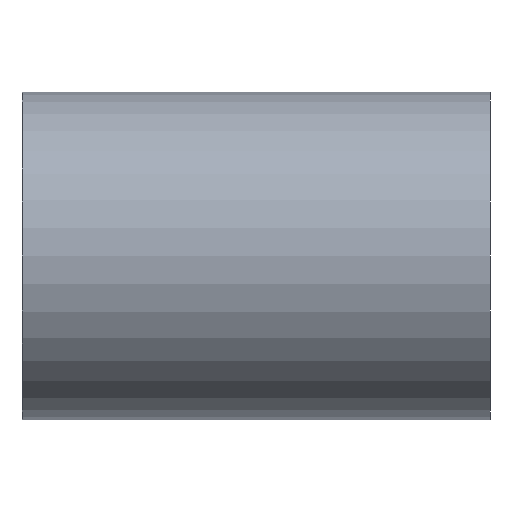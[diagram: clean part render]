
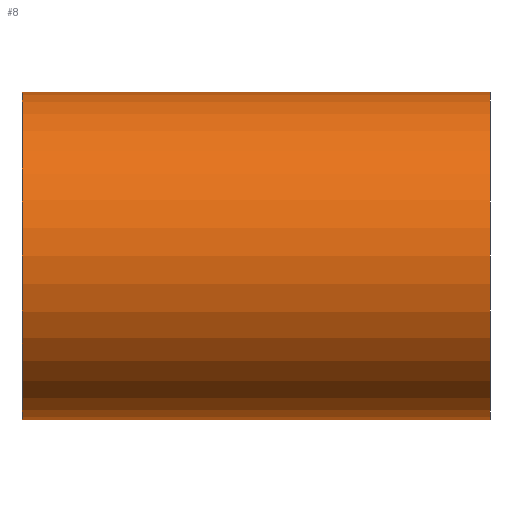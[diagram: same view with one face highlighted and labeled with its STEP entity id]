
A CAD part, left-side view. The second image highlights one B-rep face of the part: STEP entity #8.
In plain terms, the highlighted cylindrical face has radius 3.5 mm (diameter 7 mm), a partial arc.
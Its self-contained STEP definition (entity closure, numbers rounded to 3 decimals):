
#2 = VERTEX_POINT ( 'NONE', #184 ) ;
#4 = FACE_OUTER_BOUND ( 'NONE', #98, .T. ) ;
#6 = ORIENTED_EDGE ( 'NONE', *, *, #103, .T. ) ;
#8 = ADVANCED_FACE ( 'NONE', ( #4 ), #122, .T. ) ;
#13 = VECTOR ( 'NONE', #51, 1000. ) ;
#26 = ORIENTED_EDGE ( 'NONE', *, *, #129, .T. ) ;
#33 = CARTESIAN_POINT ( 'NONE',  ( 0., 10., 3.5 ) ) ;
#47 = VERTEX_POINT ( 'NONE', #33 ) ;
#48 = CIRCLE ( 'NONE', #75, 3.5 ) ;
#50 = DIRECTION ( 'NONE',  ( 0., -1., 0. ) ) ;
#51 = DIRECTION ( 'NONE',  ( 0., -1., 0. ) ) ;
#62 = LINE ( 'NONE', #192, #13 ) ;
#70 = DIRECTION ( 'NONE',  ( 0., 1., 0. ) ) ;
#75 = AXIS2_PLACEMENT_3D ( 'NONE', #102, #211, #116 ) ;
#86 = AXIS2_PLACEMENT_3D ( 'NONE', #202, #70, #194 ) ;
#87 = VECTOR ( 'NONE', #50, 1000. ) ;
#95 = AXIS2_PLACEMENT_3D ( 'NONE', #204, #111, #167 ) ;
#98 = EDGE_LOOP ( 'NONE', ( #101, #128, #26, #6 ) ) ;
#101 = ORIENTED_EDGE ( 'NONE', *, *, #105, .F. ) ;
#102 = CARTESIAN_POINT ( 'NONE',  ( 0., 10., 0. ) ) ;
#103 = EDGE_CURVE ( 'NONE', #180, #127, #113, .T. ) ;
#105 = EDGE_CURVE ( 'NONE', #47, #127, #62, .T. ) ;
#111 = DIRECTION ( 'NONE',  ( 0., -1., 0. ) ) ;
#113 = CIRCLE ( 'NONE', #86, 3.5 ) ;
#115 = CARTESIAN_POINT ( 'NONE',  ( 0., 10., -3.5 ) ) ;
#116 = DIRECTION ( 'NONE',  ( 0., 0., 1. ) ) ;
#122 = CYLINDRICAL_SURFACE ( 'NONE', #95, 3.5 ) ;
#127 = VERTEX_POINT ( 'NONE', #182 ) ;
#128 = ORIENTED_EDGE ( 'NONE', *, *, #141, .F. ) ;
#129 = EDGE_CURVE ( 'NONE', #2, #180, #131, .T. ) ;
#131 = LINE ( 'NONE', #115, #87 ) ;
#141 = EDGE_CURVE ( 'NONE', #2, #47, #48, .T. ) ;
#167 = DIRECTION ( 'NONE',  ( 0., 0., -1. ) ) ;
#180 = VERTEX_POINT ( 'NONE', #209 ) ;
#182 = CARTESIAN_POINT ( 'NONE',  ( 0., 0., 3.5 ) ) ;
#184 = CARTESIAN_POINT ( 'NONE',  ( 0., 10., -3.5 ) ) ;
#192 = CARTESIAN_POINT ( 'NONE',  ( 0., 10., 3.5 ) ) ;
#194 = DIRECTION ( 'NONE',  ( 0., 0., 1. ) ) ;
#202 = CARTESIAN_POINT ( 'NONE',  ( 0., 0., 0. ) ) ;
#204 = CARTESIAN_POINT ( 'NONE',  ( 0., 10., 0. ) ) ;
#209 = CARTESIAN_POINT ( 'NONE',  ( 0., 0., -3.5 ) ) ;
#211 = DIRECTION ( 'NONE',  ( 0., 1., 0. ) ) ;
